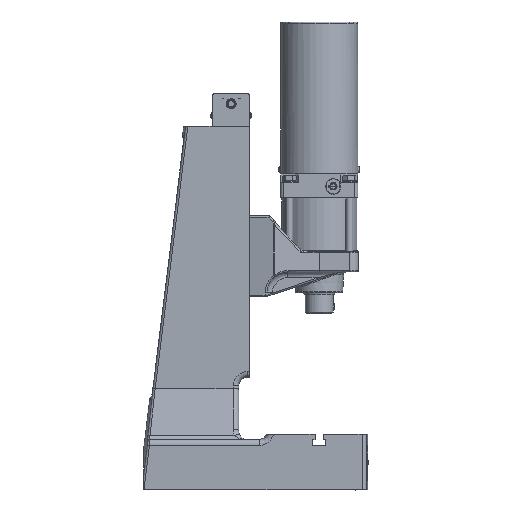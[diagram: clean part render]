
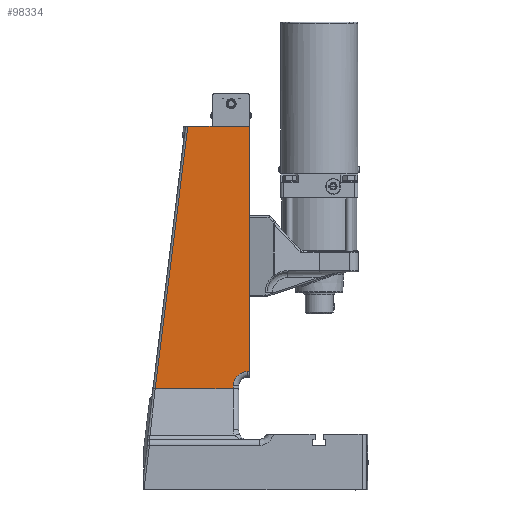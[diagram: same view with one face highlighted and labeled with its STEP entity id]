
A CAD part, left-side view. The second image highlights one B-rep face of the part: STEP entity #98334.
In plain terms, the highlighted planar face has unit normal (-1, 0, 0).
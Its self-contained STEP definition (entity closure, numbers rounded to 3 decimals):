
#92153=CARTESIAN_POINT('',(-58.5,84.86,459.));
#92154=VERTEX_POINT('',#92153);
#92181=CARTESIAN_POINT('',(-58.5,131.423,84.0));
#92182=VERTEX_POINT('',#92181);
#92190=CARTESIAN_POINT('',(-58.5,131.423,84.0));
#92191=DIRECTION('',(0.0,-0.123,0.992));
#92192=VECTOR('',#92191,377.88);
#92193=LINE('',#92190,#92192);
#92194=EDGE_CURVE('',#92182,#92154,#92193,.T.);
#95955=CARTESIAN_POINT('',(-58.5,-3.,459.));
#95956=VERTEX_POINT('',#95955);
#95963=CARTESIAN_POINT('',(-58.5,-3.,108.));
#95964=VERTEX_POINT('',#95963);
#95965=CARTESIAN_POINT('',(-58.5,-3.,108.));
#95966=DIRECTION('',(0.0,0.0,1.0));
#95967=VECTOR('',#95966,351.0);
#95968=LINE('',#95965,#95967);
#95969=EDGE_CURVE('',#95964,#95956,#95968,.T.);
#96072=CARTESIAN_POINT('',(-58.5,84.86,459.));
#96073=DIRECTION('',(0.0,-1.0,0.0));
#96074=VECTOR('',#96073,87.86);
#96075=LINE('',#96072,#96074);
#96076=EDGE_CURVE('',#92154,#95956,#96075,.T.);
#98281=CARTESIAN_POINT('',(-58.5,0.0,108.));
#98282=VERTEX_POINT('',#98281);
#98283=CARTESIAN_POINT('',(-58.5,-3.,108.));
#98284=DIRECTION('',(0.0,1.0,0.0));
#98285=VECTOR('',#98284,3.);
#98286=LINE('',#98283,#98285);
#98287=EDGE_CURVE('',#95964,#98282,#98286,.T.);
#98300=CARTESIAN_POINT('',(-58.5,152.0,11.0));
#98301=DIRECTION('',(-1.0,0.0,0.0));
#98302=DIRECTION('',(0.0,0.0,1.0));
#98303=AXIS2_PLACEMENT_3D('',#98300,#98301,#98302);
#98304=PLANE('',#98303);
#98305=ORIENTED_EDGE('',*,*,#95969,.T.);
#98306=ORIENTED_EDGE('',*,*,#96076,.F.);
#98307=ORIENTED_EDGE('',*,*,#92194,.F.);
#98308=CARTESIAN_POINT('',(-58.5,20.0,84.0));
#98309=VERTEX_POINT('',#98308);
#98310=CARTESIAN_POINT('',(-58.5,131.423,84.0));
#98311=DIRECTION('',(0.0,-1.0,0.0));
#98312=VECTOR('',#98311,111.423);
#98313=LINE('',#98310,#98312);
#98314=EDGE_CURVE('',#92182,#98309,#98313,.T.);
#98315=ORIENTED_EDGE('',*,*,#98314,.T.);
#98316=CARTESIAN_POINT('',(-58.5,20.0,88.));
#98317=VERTEX_POINT('',#98316);
#98318=CARTESIAN_POINT('',(-58.5,20.0,88.));
#98319=DIRECTION('',(0.0,0.0,-1.0));
#98320=VECTOR('',#98319,4.);
#98321=LINE('',#98318,#98320);
#98322=EDGE_CURVE('',#98317,#98309,#98321,.T.);
#98323=ORIENTED_EDGE('',*,*,#98322,.F.);
#98324=CARTESIAN_POINT('',(-58.5,0.,88.));
#98325=DIRECTION('',(-1.,0.0,0.0));
#98326=DIRECTION('',(0.0,0.707,0.707));
#98327=AXIS2_PLACEMENT_3D('',#98324,#98325,#98326);
#98328=CIRCLE('',#98327,20.);
#98329=EDGE_CURVE('',#98282,#98317,#98328,.T.);
#98330=ORIENTED_EDGE('',*,*,#98329,.F.);
#98331=ORIENTED_EDGE('',*,*,#98287,.F.);
#98332=EDGE_LOOP('',(#98305,#98306,#98307,#98315,#98323,#98330,#98331));
#98333=FACE_OUTER_BOUND('',#98332,.T.);
#98334=ADVANCED_FACE('',(#98333),#98304,.T.);
